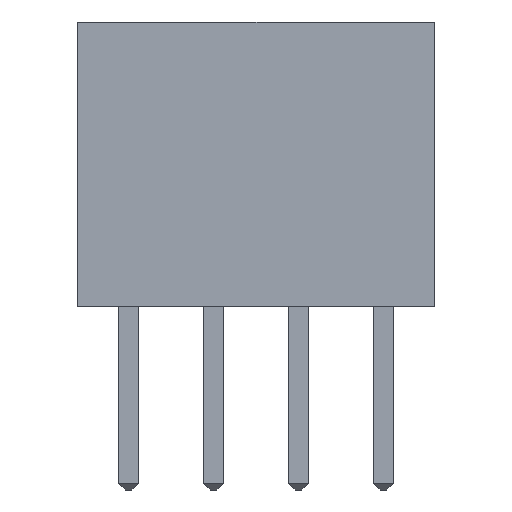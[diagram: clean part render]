
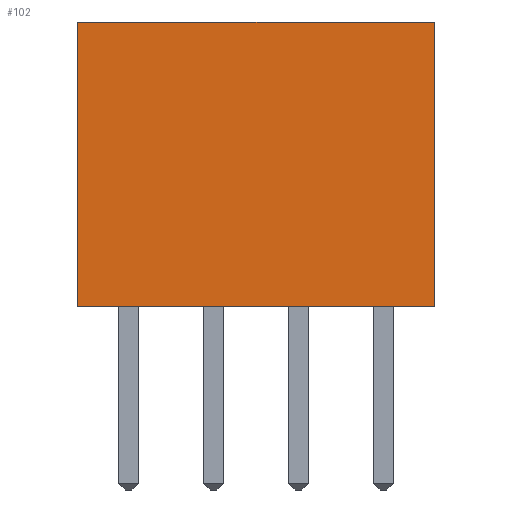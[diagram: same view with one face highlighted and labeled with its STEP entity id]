
A CAD part, front view. The second image highlights one B-rep face of the part: STEP entity #102.
In plain terms, the highlighted planar face has unit normal (0, 1, 0).
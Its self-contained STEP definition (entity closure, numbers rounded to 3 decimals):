
#102 = ADVANCED_FACE('',(#103),#117,.T.);
#103 = FACE_BOUND('',#104,.T.);
#104 = EDGE_LOOP('',(#105,#128,#144,#160));
#105 = ORIENTED_EDGE('',*,*,#106,.T.);
#106 = EDGE_CURVE('',#107,#109,#111,.T.);
#107 = VERTEX_POINT('',#108);
#108 = CARTESIAN_POINT('',(9.14,-1.23,0.));
#109 = VERTEX_POINT('',#110);
#110 = CARTESIAN_POINT('',(-1.52,-1.23,0.));
#111 = SURFACE_CURVE('',#112,(#116),.PCURVE_S1.);
#112 = LINE('',#113,#114);
#113 = CARTESIAN_POINT('',(9.14,-1.23,0.));
#114 = VECTOR('',#115,1.);
#115 = DIRECTION('',(-1.,0.,0.));
#116 = PCURVE('',#117,#122);
#117 = PLANE('',#118);
#118 = AXIS2_PLACEMENT_3D('',#119,#120,#121);
#119 = CARTESIAN_POINT('',(0.,-1.23,0.));
#120 = DIRECTION('',(0.,1.,0.));
#121 = DIRECTION('',(0.,0.,1.));
#122 = DEFINITIONAL_REPRESENTATION('',(#123),#127);
#123 = LINE('',#124,#125);
#124 = CARTESIAN_POINT('',(0.,9.14));
#125 = VECTOR('',#126,1.);
#126 = DIRECTION('',(0.,-1.));
#127 = ( GEOMETRIC_REPRESENTATION_CONTEXT(2) 
PARAMETRIC_REPRESENTATION_CONTEXT() REPRESENTATION_CONTEXT('2D SPACE',''
  ) );
#128 = ORIENTED_EDGE('',*,*,#129,.T.);
#129 = EDGE_CURVE('',#109,#130,#132,.T.);
#130 = VERTEX_POINT('',#131);
#131 = CARTESIAN_POINT('',(-1.52,-1.23,8.5));
#132 = SURFACE_CURVE('',#133,(#137),.PCURVE_S1.);
#133 = LINE('',#134,#135);
#134 = CARTESIAN_POINT('',(-1.52,-1.23,0.));
#135 = VECTOR('',#136,1.);
#136 = DIRECTION('',(0.,0.,1.));
#137 = PCURVE('',#117,#138);
#138 = DEFINITIONAL_REPRESENTATION('',(#139),#143);
#139 = LINE('',#140,#141);
#140 = CARTESIAN_POINT('',(0.,-1.52));
#141 = VECTOR('',#142,1.);
#142 = DIRECTION('',(1.,0.));
#143 = ( GEOMETRIC_REPRESENTATION_CONTEXT(2) 
PARAMETRIC_REPRESENTATION_CONTEXT() REPRESENTATION_CONTEXT('2D SPACE',''
  ) );
#144 = ORIENTED_EDGE('',*,*,#145,.T.);
#145 = EDGE_CURVE('',#130,#146,#148,.T.);
#146 = VERTEX_POINT('',#147);
#147 = CARTESIAN_POINT('',(9.14,-1.23,8.5));
#148 = SURFACE_CURVE('',#149,(#153),.PCURVE_S1.);
#149 = LINE('',#150,#151);
#150 = CARTESIAN_POINT('',(-1.52,-1.23,8.5));
#151 = VECTOR('',#152,1.);
#152 = DIRECTION('',(1.,0.,0.));
#153 = PCURVE('',#117,#154);
#154 = DEFINITIONAL_REPRESENTATION('',(#155),#159);
#155 = LINE('',#156,#157);
#156 = CARTESIAN_POINT('',(8.5,-1.52));
#157 = VECTOR('',#158,1.);
#158 = DIRECTION('',(0.,1.));
#159 = ( GEOMETRIC_REPRESENTATION_CONTEXT(2) 
PARAMETRIC_REPRESENTATION_CONTEXT() REPRESENTATION_CONTEXT('2D SPACE',''
  ) );
#160 = ORIENTED_EDGE('',*,*,#161,.T.);
#161 = EDGE_CURVE('',#146,#107,#162,.T.);
#162 = SURFACE_CURVE('',#163,(#167),.PCURVE_S1.);
#163 = LINE('',#164,#165);
#164 = CARTESIAN_POINT('',(9.14,-1.23,8.5));
#165 = VECTOR('',#166,1.);
#166 = DIRECTION('',(0.,0.,-1.));
#167 = PCURVE('',#117,#168);
#168 = DEFINITIONAL_REPRESENTATION('',(#169),#173);
#169 = LINE('',#170,#171);
#170 = CARTESIAN_POINT('',(8.5,9.14));
#171 = VECTOR('',#172,1.);
#172 = DIRECTION('',(-1.,0.));
#173 = ( GEOMETRIC_REPRESENTATION_CONTEXT(2) 
PARAMETRIC_REPRESENTATION_CONTEXT() REPRESENTATION_CONTEXT('2D SPACE',''
  ) );
